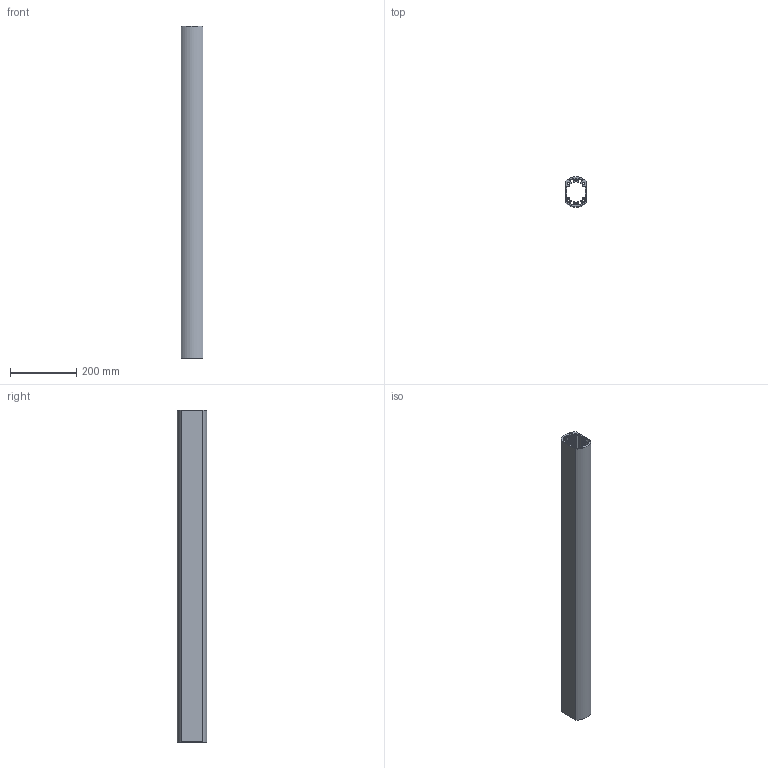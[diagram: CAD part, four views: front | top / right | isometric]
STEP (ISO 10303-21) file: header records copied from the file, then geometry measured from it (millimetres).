
FILE_DESCRIPTION (( 'STEP AP214' ), '1' );
FILE_NAME ('494721020.STEP', '2024-02-05T13:44:12', ( '' ), ( '' ), 'SwSTEP 2.0', 'SolidWorks 2020', '' );
FILE_SCHEMA (( 'AUTOMOTIVE_DESIGN' ));
Length unit declared in the file: millimetre
Products named in the file (2): 110901_1000mm; 494721020
Assembly tree (1 placements, depth 2):
  494721020
    110901_1000mm
Bounding box: 65 x 90 x 1000 mm (x, y, z)
Volume: 1884302.5 mm3; surface area: 683854 mm2
Topology: 1 solids, 1 shells, 98 faces, 288 edges, 192 vertices
Faces by surface type: cylinder 74, plane 24
Entity records: 3402 total; most frequent: CARTESIAN_POINT 642, DIRECTION 612, ORIENTED_EDGE 576, EDGE_CURVE 288, AXIS2_PLACEMENT_3D 242, VERTEX_POINT 192, CIRCLE 140, LINE 128
